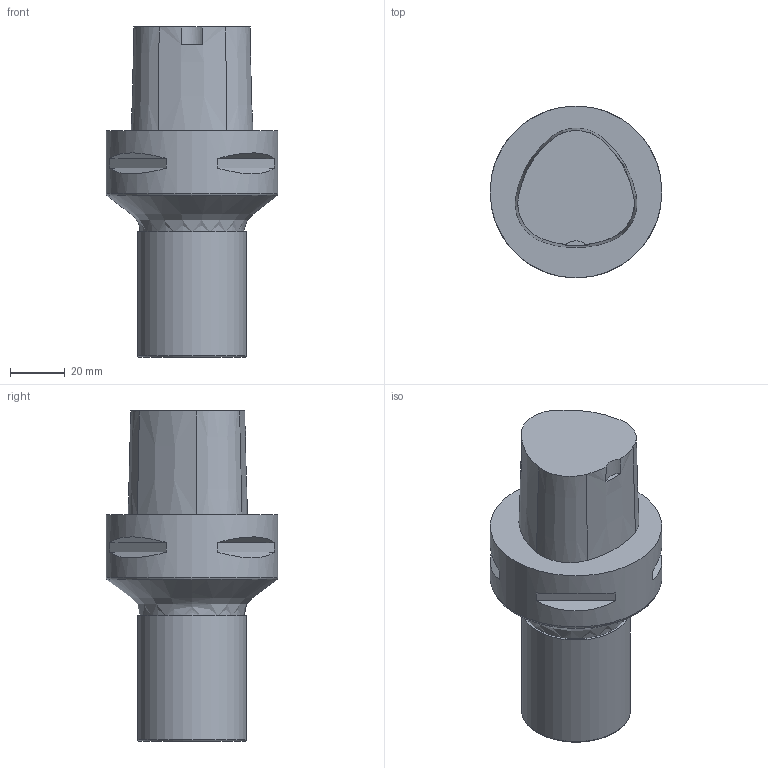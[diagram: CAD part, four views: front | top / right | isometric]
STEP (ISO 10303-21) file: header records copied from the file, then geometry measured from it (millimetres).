
FILE_DESCRIPTION(/* description */ ('3-D model version:1'),/* implementation_level */ '2;1');
FILE_NAME(/* name */ '690-040C6-1046H',/* time_stamp */ '2011-11-09T13:24:07+01:00',/* author */ ('CappDp'),/* organization */ ('AB Sandvik Coromant'),/* preprocessor_version */ 'ST-DEVELOPER v11',/* originating_system */ 'SIEMENS UGS NX 6.0',/* authorisation */ '');
FILE_SCHEMA (('AP203_CONFIGURATION_CONTROLLED_3D_DESIGN_OF_MECHANICAL_PARTS_AND_ASSEMBLIES_MIM_LF'));
Length unit declared in the file: millimetre
Products named in the file (1): 4816_1_3D
Bounding box: 63 x 63 x 121 mm (x, y, z)
Volume: 245143.8 mm3; surface area: 33062.8 mm2
Topology: 2 solids, 2 shells, 49 faces, 112 edges, 72 vertices
Faces by surface type: cone 20, plane 18, torus 5, cylinder 5, revolution 1
Full cylindrical faces by diameter (mm): 20 x1, 38.126 x1, 40 x1, 63 x1
Entity records: 1268 total; most frequent: DIRECTION 223, CARTESIAN_POINT 194, ORIENTED_EDGE 150, AXIS2_PLACEMENT_3D 100, EDGE_LOOP 80, EDGE_CURVE 75, VERTEX_POINT 59, FACE_BOUND 58
